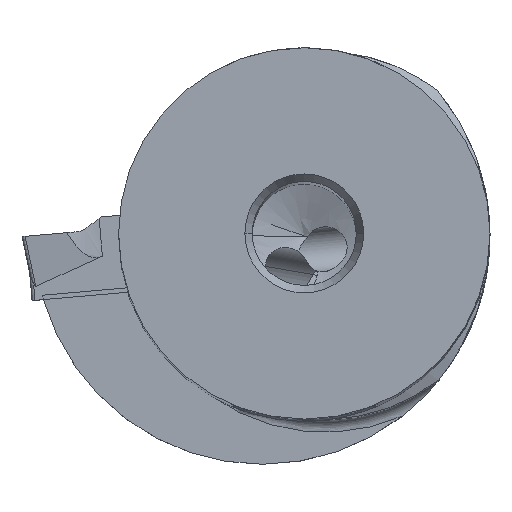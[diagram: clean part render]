
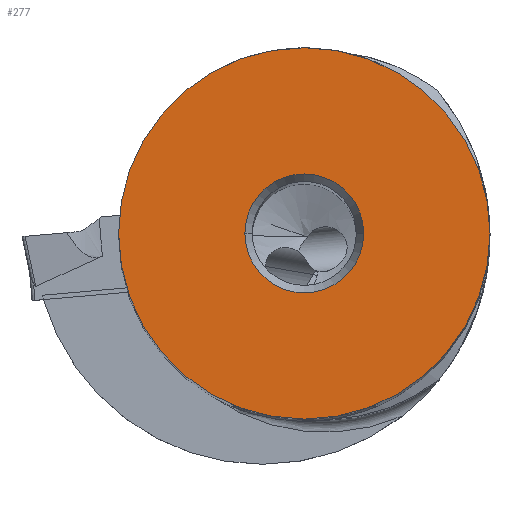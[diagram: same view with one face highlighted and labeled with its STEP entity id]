
A CAD part, top view. The second image highlights one B-rep face of the part: STEP entity #277.
In plain terms, the highlighted planar face has unit normal (0, 0, 1).
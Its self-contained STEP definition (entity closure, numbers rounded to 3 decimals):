
#67=FACE_BOUND('',#581,.T.);
#68=FACE_BOUND('',#582,.T.);
#277=ADVANCED_FACE('',(#67,#68),#336,.T.);
#336=PLANE('',#2992);
#581=EDGE_LOOP('',(#1273,#1274));
#582=EDGE_LOOP('',(#1275,#1276));
#1273=ORIENTED_EDGE('',*,*,#1991,.T.);
#1274=ORIENTED_EDGE('',*,*,#1985,.T.);
#1275=ORIENTED_EDGE('',*,*,#1997,.T.);
#1276=ORIENTED_EDGE('',*,*,#1998,.T.);
#1617=VERTEX_POINT('',#5842);
#1618=VERTEX_POINT('',#5844);
#1628=VERTEX_POINT('',#5868);
#1629=VERTEX_POINT('',#5869);
#1985=EDGE_CURVE('',#1618,#1617,#2280,.T.);
#1991=EDGE_CURVE('',#1617,#1618,#2281,.T.);
#1997=EDGE_CURVE('',#1628,#1629,#2282,.T.);
#1998=EDGE_CURVE('',#1629,#1628,#2283,.T.);
#2280=CIRCLE('',#2981,12.5);
#2281=CIRCLE('',#2985,12.5);
#2282=CIRCLE('',#2990,4.);
#2283=CIRCLE('',#2991,4.);
#2981=AXIS2_PLACEMENT_3D('',#5843,#3579,#3580);
#2985=AXIS2_PLACEMENT_3D('',#5855,#3590,#3591);
#2990=AXIS2_PLACEMENT_3D('',#5867,#3602,#3603);
#2991=AXIS2_PLACEMENT_3D('',#5870,#3604,#3605);
#2992=AXIS2_PLACEMENT_3D('',#5871,#3606,#3607);
#3579=DIRECTION('',(0.,0.,1.));
#3580=DIRECTION('',(-1.,0.,0.));
#3590=DIRECTION('',(0.,0.,1.));
#3591=DIRECTION('',(1.,0.,0.));
#3602=DIRECTION('',(0.,0.,-1.));
#3603=DIRECTION('',(-1.,0.,0.));
#3604=DIRECTION('',(0.,0.,-1.));
#3605=DIRECTION('',(1.,0.,0.));
#3606=DIRECTION('',(0.,0.,1.));
#3607=DIRECTION('',(1.,0.,0.));
#5842=CARTESIAN_POINT('',(12.5,0.,0.));
#5843=CARTESIAN_POINT('',(0.,0.,0.));
#5844=CARTESIAN_POINT('',(-12.5,0.,0.));
#5855=CARTESIAN_POINT('',(0.,0.,0.));
#5867=CARTESIAN_POINT('',(0.,0.,0.));
#5868=CARTESIAN_POINT('',(-4.,0.,0.));
#5869=CARTESIAN_POINT('',(4.,0.,0.));
#5870=CARTESIAN_POINT('',(0.,0.,0.));
#5871=CARTESIAN_POINT('',(0.,0.,0.));
